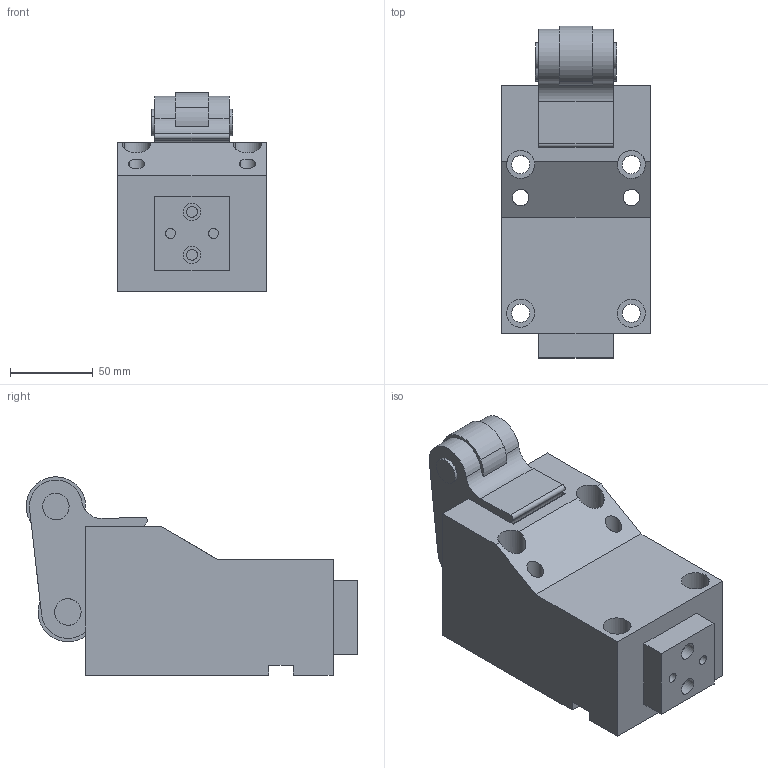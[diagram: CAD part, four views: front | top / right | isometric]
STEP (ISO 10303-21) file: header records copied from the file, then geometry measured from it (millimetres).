
FILE_DESCRIPTION(('CATIA V5 STEP Exchange'),'2;1');
FILE_NAME('CPUS-05000-30.stp','2014-09-22T14:37:08+00:00',('none'),('none'),'CATIA Version 5 Release 20 GA (IN-10)','CATIA V5 STEP AP203','none');
FILE_SCHEMA(('CONFIG_CONTROL_DESIGN'));
Length unit declared in the file: millimetre
Products named in the file (1): CPUS-05000-30
Bounding box: 90 x 200.76 x 120.11 mm (x, y, z)
Volume: 1002858 mm3; surface area: 159968.5 mm2
Topology: 3 solids, 3 shells, 152 faces, 396 edges, 264 vertices
Faces by surface type: cylinder 77, plane 67, bspline 8
Entity records: 5636 total; most frequent: CARTESIAN_POINT 2103, ORIENTED_EDGE 792, DIRECTION 550, EDGE_CURVE 396, VERTEX_POINT 264, AXIS2_PLACEMENT_3D 251, VECTOR 204, LINE 204
